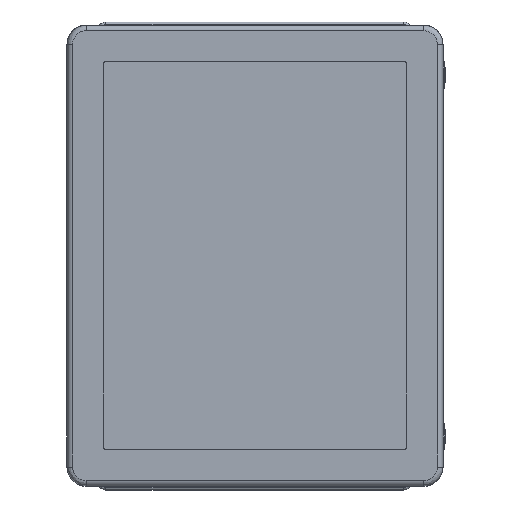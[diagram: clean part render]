
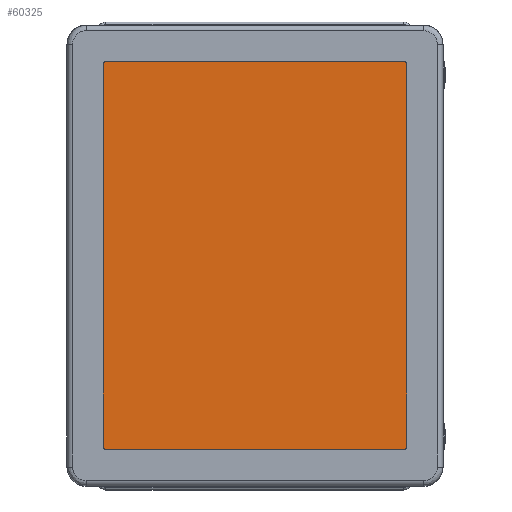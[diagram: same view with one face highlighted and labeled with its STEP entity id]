
A CAD part, top view. The second image highlights one B-rep face of the part: STEP entity #60325.
In plain terms, the highlighted planar face has unit normal (0, 0, 1).
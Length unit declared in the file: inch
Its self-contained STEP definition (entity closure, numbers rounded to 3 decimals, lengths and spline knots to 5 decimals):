
#2924 = ORIENTED_EDGE ( 'NONE', *, *, #56292, .F. ) ;
#3350 = CIRCLE ( 'NONE', #6732, 0.125 ) ;
#4164 = LINE ( 'NONE', #75155, #68381 ) ;
#4260 = DIRECTION ( 'NONE',  ( -1., 0., 0. ) ) ;
#4858 = VERTEX_POINT ( 'NONE', #66469 ) ;
#6732 = AXIS2_PLACEMENT_3D ( 'NONE', #61393, #29834, #43419 ) ;
#7028 = EDGE_CURVE ( 'NONE', #18731, #51610, #22792, .T. ) ;
#7468 = CARTESIAN_POINT ( 'NONE',  ( -6.99, -9.125, 0.25155 ) ) ;
#7516 = EDGE_CURVE ( 'NONE', #51610, #59612, #9079, .T. ) ;
#9079 = LINE ( 'NONE', #19281, #74299 ) ;
#10212 = DIRECTION ( 'NONE',  ( 0., -1., 0. ) ) ;
#10476 = CARTESIAN_POINT ( 'NONE',  ( -7.115, 9., 0.25155 ) ) ;
#15016 = CARTESIAN_POINT ( 'NONE',  ( 7.135, -9., 0.25155 ) ) ;
#16534 = ORIENTED_EDGE ( 'NONE', *, *, #52626, .F. ) ;
#16749 = AXIS2_PLACEMENT_3D ( 'NONE', #32473, #45253, #44454 ) ;
#17226 = EDGE_CURVE ( 'NONE', #4858, #50009, #54327, .T. ) ;
#17408 = DIRECTION ( 'NONE',  ( 0., 0., -1. ) ) ;
#18731 = VERTEX_POINT ( 'NONE', #10476 ) ;
#19281 = CARTESIAN_POINT ( 'NONE',  ( 7.01, 9.125, 0.25155 ) ) ;
#19853 = DIRECTION ( 'NONE',  ( 0., 1., 0. ) ) ;
#21204 = CARTESIAN_POINT ( 'NONE',  ( 7.135, 9., 0.25155 ) ) ;
#22792 = CIRCLE ( 'NONE', #45501, 0.125 ) ;
#28023 = ORIENTED_EDGE ( 'NONE', *, *, #80184, .F. ) ;
#28252 = ORIENTED_EDGE ( 'NONE', *, *, #17226, .F. ) ;
#29834 = DIRECTION ( 'NONE',  ( 0., 0., -1. ) ) ;
#30325 = CARTESIAN_POINT ( 'NONE',  ( -6.99, 9., 0.25155 ) ) ;
#30451 = CARTESIAN_POINT ( 'NONE',  ( 7.01, 9.125, 0.25155 ) ) ;
#31143 = ORIENTED_EDGE ( 'NONE', *, *, #7516, .F. ) ;
#32473 = CARTESIAN_POINT ( 'NONE',  ( 0.01, 0., 0.25155 ) ) ;
#35293 = EDGE_LOOP ( 'NONE', ( #28023, #57343, #31143, #77202, #16534, #47291, #28252, #2924 ) ) ;
#36075 = AXIS2_PLACEMENT_3D ( 'NONE', #53754, #48031, #61130 ) ;
#39468 = CARTESIAN_POINT ( 'NONE',  ( -6.99, 9.125, 0.25155 ) ) ;
#42342 = AXIS2_PLACEMENT_3D ( 'NONE', #54649, #17408, #80000 ) ;
#43203 = VERTEX_POINT ( 'NONE', #49492 ) ;
#43419 = DIRECTION ( 'NONE',  ( -1., 0., 0. ) ) ;
#44454 = DIRECTION ( 'NONE',  ( 1., 0., 0. ) ) ;
#44719 = PLANE ( 'NONE',  #16749 ) ;
#45253 = DIRECTION ( 'NONE',  ( 0., 0., 1. ) ) ;
#45501 = AXIS2_PLACEMENT_3D ( 'NONE', #30325, #66550, #4260 ) ;
#47291 = ORIENTED_EDGE ( 'NONE', *, *, #65473, .F. ) ;
#48031 = DIRECTION ( 'NONE',  ( 0., 0., -1. ) ) ;
#48504 = CARTESIAN_POINT ( 'NONE',  ( -6.99, -9.125, 0.25155 ) ) ;
#49492 = CARTESIAN_POINT ( 'NONE',  ( -7.115, -9., 0.25155 ) ) ;
#50009 = VERTEX_POINT ( 'NONE', #48504 ) ;
#50275 = DIRECTION ( 'NONE',  ( 1., 0., 0. ) ) ;
#50444 = CIRCLE ( 'NONE', #36075, 0.125 ) ;
#51610 = VERTEX_POINT ( 'NONE', #39468 ) ;
#52626 = EDGE_CURVE ( 'NONE', #43203, #18731, #4164, .T. ) ;
#53754 = CARTESIAN_POINT ( 'NONE',  ( 7.01, -9., 0.25155 ) ) ;
#54028 = CIRCLE ( 'NONE', #42342, 0.125 ) ;
#54327 = LINE ( 'NONE', #7468, #56258 ) ;
#54649 = CARTESIAN_POINT ( 'NONE',  ( 7.01, 9., 0.25155 ) ) ;
#56258 = VECTOR ( 'NONE', #77119, 39.37008 ) ;
#56292 = EDGE_CURVE ( 'NONE', #78563, #4858, #50444, .T. ) ;
#57343 = ORIENTED_EDGE ( 'NONE', *, *, #72903, .F. ) ;
#59612 = VERTEX_POINT ( 'NONE', #30451 ) ;
#60325 = ADVANCED_FACE ( 'NONE', ( #79280 ), #44719, .T. ) ;
#61130 = DIRECTION ( 'NONE',  ( -1., 0., 0. ) ) ;
#61393 = CARTESIAN_POINT ( 'NONE',  ( -6.99, -9., 0.25155 ) ) ;
#65473 = EDGE_CURVE ( 'NONE', #50009, #43203, #3350, .T. ) ;
#66469 = CARTESIAN_POINT ( 'NONE',  ( 7.01, -9.125, 0.25155 ) ) ;
#66550 = DIRECTION ( 'NONE',  ( 0., 0., -1. ) ) ;
#68381 = VECTOR ( 'NONE', #19853, 39.37008 ) ;
#70905 = LINE ( 'NONE', #78507, #73852 ) ;
#72903 = EDGE_CURVE ( 'NONE', #59612, #74993, #54028, .T. ) ;
#73852 = VECTOR ( 'NONE', #10212, 39.37008 ) ;
#74299 = VECTOR ( 'NONE', #50275, 39.37008 ) ;
#74993 = VERTEX_POINT ( 'NONE', #21204 ) ;
#75155 = CARTESIAN_POINT ( 'NONE',  ( -7.115, 9., 0.25155 ) ) ;
#77119 = DIRECTION ( 'NONE',  ( -1., 0., 0. ) ) ;
#77202 = ORIENTED_EDGE ( 'NONE', *, *, #7028, .F. ) ;
#78507 = CARTESIAN_POINT ( 'NONE',  ( 7.135, -9., 0.25155 ) ) ;
#78563 = VERTEX_POINT ( 'NONE', #15016 ) ;
#79280 = FACE_OUTER_BOUND ( 'NONE', #35293, .T. ) ;
#80000 = DIRECTION ( 'NONE',  ( -1., 0., 0. ) ) ;
#80184 = EDGE_CURVE ( 'NONE', #74993, #78563, #70905, .T. ) ;
